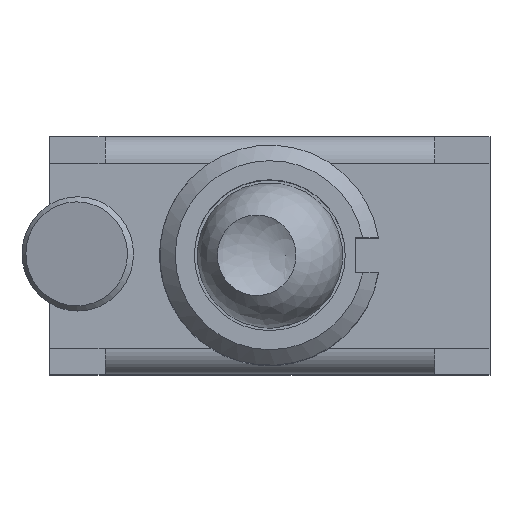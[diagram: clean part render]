
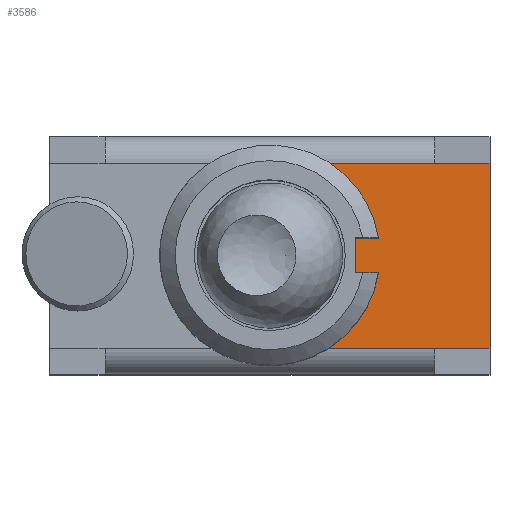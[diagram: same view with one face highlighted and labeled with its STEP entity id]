
A CAD part, top view. The second image highlights one B-rep face of the part: STEP entity #3586.
In plain terms, the highlighted planar face has unit normal (0, 0, 1).
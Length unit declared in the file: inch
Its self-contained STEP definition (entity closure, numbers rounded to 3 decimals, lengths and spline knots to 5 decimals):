
#171=PLANE('',#3919);
#375=FACE_OUTER_BOUND('',#601,.T.);
#601=EDGE_LOOP('',(#2943,#2944,#2945,#2946,#2947,#2948,#2949,#2950,#2951,
#2952));
#880=LINE('',#5653,#1279);
#884=LINE('',#5663,#1283);
#886=LINE('',#5666,#1285);
#892=LINE('',#5683,#1291);
#893=LINE('',#5685,#1292);
#894=LINE('',#5687,#1293);
#895=LINE('',#5689,#1294);
#896=LINE('',#5690,#1295);
#1279=VECTOR('',#4598,0.3937);
#1283=VECTOR('',#4608,0.3937);
#1285=VECTOR('',#4612,0.3937);
#1291=VECTOR('',#4630,0.3937);
#1292=VECTOR('',#4631,0.3937);
#1293=VECTOR('',#4632,0.3937);
#1294=VECTOR('',#4633,0.3937);
#1295=VECTOR('',#4634,0.3937);
#1587=CIRCLE('',#3915,0.125);
#1589=CIRCLE('',#3917,0.125);
#1767=VERTEX_POINT('',#5620);
#1769=VERTEX_POINT('',#5625);
#1777=VERTEX_POINT('',#5650);
#1778=VERTEX_POINT('',#5652);
#1780=VERTEX_POINT('',#5660);
#1781=VERTEX_POINT('',#5662);
#1786=VERTEX_POINT('',#5682);
#1787=VERTEX_POINT('',#5684);
#1788=VERTEX_POINT('',#5686);
#1789=VERTEX_POINT('',#5688);
#2181=EDGE_CURVE('',#1778,#1777,#880,.T.);
#2186=EDGE_CURVE('',#1781,#1780,#884,.T.);
#2188=EDGE_CURVE('',#1780,#1778,#886,.T.);
#2189=EDGE_CURVE('',#1769,#1781,#1587,.T.);
#2191=EDGE_CURVE('',#1777,#1767,#1589,.T.);
#2197=EDGE_CURVE('',#1767,#1786,#892,.T.);
#2198=EDGE_CURVE('',#1786,#1787,#893,.T.);
#2199=EDGE_CURVE('',#1787,#1788,#894,.T.);
#2200=EDGE_CURVE('',#1789,#1788,#895,.T.);
#2201=EDGE_CURVE('',#1769,#1789,#896,.T.);
#2943=ORIENTED_EDGE('',*,*,#2189,.T.);
#2944=ORIENTED_EDGE('',*,*,#2186,.T.);
#2945=ORIENTED_EDGE('',*,*,#2188,.T.);
#2946=ORIENTED_EDGE('',*,*,#2181,.T.);
#2947=ORIENTED_EDGE('',*,*,#2191,.T.);
#2948=ORIENTED_EDGE('',*,*,#2197,.T.);
#2949=ORIENTED_EDGE('',*,*,#2198,.T.);
#2950=ORIENTED_EDGE('',*,*,#2199,.T.);
#2951=ORIENTED_EDGE('',*,*,#2200,.F.);
#2952=ORIENTED_EDGE('',*,*,#2201,.F.);
#3586=ADVANCED_FACE('',(#375),#171,.T.);
#3915=AXIS2_PLACEMENT_3D('',#5668,#4615,#4616);
#3917=AXIS2_PLACEMENT_3D('',#5670,#4619,#4620);
#3919=AXIS2_PLACEMENT_3D('',#5681,#4628,#4629);
#4598=DIRECTION('',(1.,0.,0.));
#4608=DIRECTION('',(-1.,0.,0.));
#4612=DIRECTION('',(0.,-1.,0.));
#4615=DIRECTION('center_axis',(0.,0.,-1.));
#4616=DIRECTION('ref_axis',(0.987,0.161,0.));
#4619=DIRECTION('center_axis',(0.,0.,-1.));
#4620=DIRECTION('ref_axis',(0.987,0.161,0.));
#4628=DIRECTION('center_axis',(0.,0.,1.));
#4629=DIRECTION('ref_axis',(0.,-1.,0.));
#4630=DIRECTION('',(1.,0.,0.));
#4631=DIRECTION('',(1.,0.,0.));
#4632=DIRECTION('',(0.,1.,0.));
#4633=DIRECTION('',(1.,0.,0.));
#4634=DIRECTION('',(1.,0.,0.));
#5620=CARTESIAN_POINT('',(0.06764,-0.10512,0.35));
#5625=CARTESIAN_POINT('',(0.06764,0.10512,0.35));
#5650=CARTESIAN_POINT('',(0.12338,-0.02008,0.35));
#5652=CARTESIAN_POINT('',(0.09705,-0.02008,0.35));
#5653=CARTESIAN_POINT('',(0.04852,-0.02008,0.35));
#5660=CARTESIAN_POINT('',(0.09705,0.02008,0.35));
#5662=CARTESIAN_POINT('',(0.12338,0.02008,0.35));
#5663=CARTESIAN_POINT('',(0.06169,0.02008,0.35));
#5666=CARTESIAN_POINT('',(0.09705,0.0626,0.35));
#5668=CARTESIAN_POINT('Origin',(0.,0.,
0.35));
#5670=CARTESIAN_POINT('Origin',(0.,0.,
0.35));
#5681=CARTESIAN_POINT('Origin',(0.,0.10512,0.35));
#5682=CARTESIAN_POINT('',(0.18701,-0.10512,0.35));
#5683=CARTESIAN_POINT('',(0.,-0.10512,0.35));
#5684=CARTESIAN_POINT('',(0.25,-0.10512,0.35));
#5685=CARTESIAN_POINT('',(0.18701,-0.10512,0.35));
#5686=CARTESIAN_POINT('',(0.25,0.10512,0.35));
#5687=CARTESIAN_POINT('',(0.25,0.10512,0.35));
#5688=CARTESIAN_POINT('',(0.18701,0.10512,0.35));
#5689=CARTESIAN_POINT('',(0.18701,0.10512,0.35));
#5690=CARTESIAN_POINT('',(0.,0.10512,0.35));
